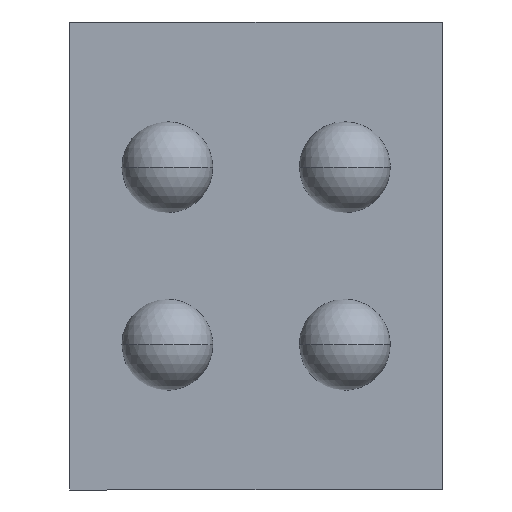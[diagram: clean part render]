
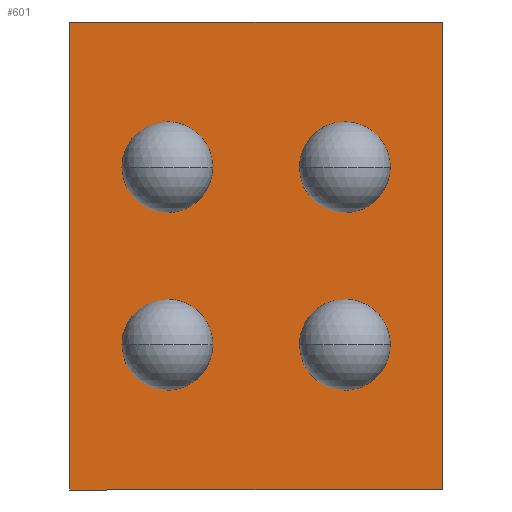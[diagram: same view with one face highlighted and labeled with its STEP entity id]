
A CAD part, front view. The second image highlights one B-rep face of the part: STEP entity #601.
In plain terms, the highlighted planar face has unit normal (0, -1, 0).
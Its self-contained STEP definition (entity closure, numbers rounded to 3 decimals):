
#9 = ORIENTED_EDGE ( 'NONE', *, *, #174, .T. ) ;
#16 = DIRECTION ( 'NONE',  ( 0., 0., -1. ) ) ;
#42 = VERTEX_POINT ( 'NONE', #472 ) ;
#48 = VECTOR ( 'NONE', #16, 1000. ) ;
#64 = VECTOR ( 'NONE', #179, 1000. ) ;
#92 = VERTEX_POINT ( 'NONE', #425 ) ;
#107 = EDGE_LOOP ( 'NONE', ( #9, #454, #198, #470 ) ) ;
#129 = LINE ( 'NONE', #661, #64 ) ;
#157 = LINE ( 'NONE', #473, #375 ) ;
#174 = EDGE_CURVE ( 'NONE', #42, #354, #553, .T. ) ;
#179 = DIRECTION ( 'NONE',  ( 0., 0., 1. ) ) ;
#198 = ORIENTED_EDGE ( 'NONE', *, *, #443, .T. ) ;
#215 = CARTESIAN_POINT ( 'NONE',  ( -0.42, 0.16, -0.528 ) ) ;
#240 = CARTESIAN_POINT ( 'NONE',  ( 0., 0.16, 0. ) ) ;
#263 = LINE ( 'NONE', #697, #332 ) ;
#327 = EDGE_CURVE ( 'NONE', #92, #42, #157, .T. ) ;
#332 = VECTOR ( 'NONE', #358, 1000. ) ;
#343 = DIRECTION ( 'NONE',  ( 0., 0., 1. ) ) ;
#354 = VERTEX_POINT ( 'NONE', #215 ) ;
#358 = DIRECTION ( 'NONE',  ( 1., 0., 0. ) ) ;
#375 = VECTOR ( 'NONE', #586, 1000. ) ;
#402 = DIRECTION ( 'NONE',  ( 0., 1., 0. ) ) ;
#425 = CARTESIAN_POINT ( 'NONE',  ( 0.42, 0.16, 0.528 ) ) ;
#443 = EDGE_CURVE ( 'NONE', #556, #92, #129, .T. ) ;
#447 = CARTESIAN_POINT ( 'NONE',  ( -0.42, 0.16, 0.527 ) ) ;
#454 = ORIENTED_EDGE ( 'NONE', *, *, #647, .T. ) ;
#470 = ORIENTED_EDGE ( 'NONE', *, *, #327, .T. ) ;
#472 = CARTESIAN_POINT ( 'NONE',  ( -0.42, 0.16, 0.527 ) ) ;
#473 = CARTESIAN_POINT ( 'NONE',  ( 0.42, 0.16, 0.528 ) ) ;
#553 = LINE ( 'NONE', #447, #48 ) ;
#556 = VERTEX_POINT ( 'NONE', #651 ) ;
#557 = PLANE ( 'NONE',  #577 ) ;
#577 = AXIS2_PLACEMENT_3D ( 'NONE', #240, #402, #343 ) ;
#586 = DIRECTION ( 'NONE',  ( -1., 0., 0. ) ) ;
#601 = ADVANCED_FACE ( 'NONE', ( #612 ), #557, .F. ) ;
#612 = FACE_OUTER_BOUND ( 'NONE', #107, .T. ) ;
#647 = EDGE_CURVE ( 'NONE', #354, #556, #263, .T. ) ;
#651 = CARTESIAN_POINT ( 'NONE',  ( 0.42, 0.16, -0.528 ) ) ;
#661 = CARTESIAN_POINT ( 'NONE',  ( 0.42, 0.16, 0.528 ) ) ;
#697 = CARTESIAN_POINT ( 'NONE',  ( 0.42, 0.16, -0.528 ) ) ;
